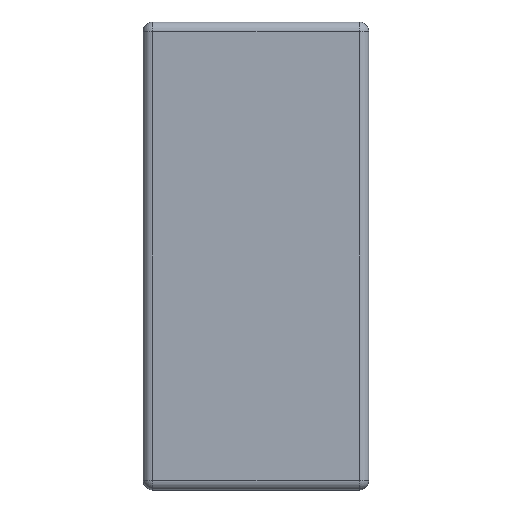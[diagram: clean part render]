
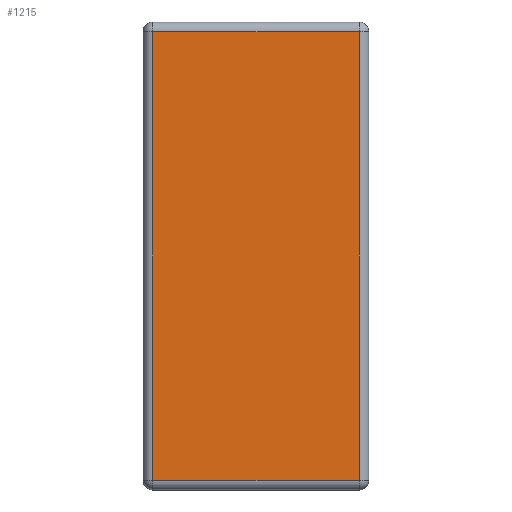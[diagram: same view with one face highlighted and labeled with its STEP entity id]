
A CAD part, left-side view. The second image highlights one B-rep face of the part: STEP entity #1215.
In plain terms, the highlighted planar face has unit normal (-1, 0, 0).
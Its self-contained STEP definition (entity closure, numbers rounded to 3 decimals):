
#95 = EDGE_CURVE ( 'NONE', #4463, #935, #3252, .T. ) ;
#174 = EDGE_CURVE ( 'NONE', #1879, #4463, #785, .T. ) ;
#271 = CARTESIAN_POINT ( 'NONE',  ( 0., 0., 0. ) ) ;
#518 = EDGE_CURVE ( 'NONE', #4136, #1879, #2577, .T. ) ;
#525 = DIRECTION ( 'NONE',  ( 0., 1., 0. ) ) ;
#659 = DIRECTION ( 'NONE',  ( 0., 0., 1. ) ) ;
#785 = LINE ( 'NONE', #1974, #3604 ) ;
#805 = ORIENTED_EDGE ( 'NONE', *, *, #95, .T. ) ;
#827 = EDGE_LOOP ( 'NONE', ( #3542, #805, #4532, #3721 ) ) ;
#935 = VERTEX_POINT ( 'NONE', #1224 ) ;
#1007 = CARTESIAN_POINT ( 'NONE',  ( 0., 0.06, 0. ) ) ;
#1173 = DIRECTION ( 'NONE',  ( 0., 0., -1. ) ) ;
#1214 = CARTESIAN_POINT ( 'NONE',  ( 0., 1.4, -0.06 ) ) ;
#1215 = ADVANCED_FACE ( 'NONE', ( #3672 ), #2012, .T. ) ;
#1224 = CARTESIAN_POINT ( 'NONE',  ( 0., 0.06, -0.06 ) ) ;
#1290 = AXIS2_PLACEMENT_3D ( 'NONE', #271, #2760, #4547 ) ;
#1630 = DIRECTION ( 'NONE',  ( 0., -1., 0. ) ) ;
#1843 = CARTESIAN_POINT ( 'NONE',  ( 0., 1.34, -2.84 ) ) ;
#1879 = VERTEX_POINT ( 'NONE', #1843 ) ;
#1974 = CARTESIAN_POINT ( 'NONE',  ( 0., 0., -2.84 ) ) ;
#2012 = PLANE ( 'NONE',  #1290 ) ;
#2039 = CARTESIAN_POINT ( 'NONE',  ( 0., 1.34, -0.06 ) ) ;
#2255 = CARTESIAN_POINT ( 'NONE',  ( 0., 1.34, -2.9 ) ) ;
#2455 = EDGE_CURVE ( 'NONE', #935, #4136, #4210, .T. ) ;
#2577 = LINE ( 'NONE', #2255, #3426 ) ;
#2640 = VECTOR ( 'NONE', #659, 1000. ) ;
#2760 = DIRECTION ( 'NONE',  ( -1., 0., 0. ) ) ;
#3204 = CARTESIAN_POINT ( 'NONE',  ( 0., 0.06, -2.84 ) ) ;
#3252 = LINE ( 'NONE', #1007, #2640 ) ;
#3426 = VECTOR ( 'NONE', #1173, 1000. ) ;
#3542 = ORIENTED_EDGE ( 'NONE', *, *, #174, .T. ) ;
#3604 = VECTOR ( 'NONE', #1630, 1000. ) ;
#3672 = FACE_OUTER_BOUND ( 'NONE', #827, .T. ) ;
#3721 = ORIENTED_EDGE ( 'NONE', *, *, #518, .T. ) ;
#3925 = VECTOR ( 'NONE', #525, 1000. ) ;
#4136 = VERTEX_POINT ( 'NONE', #2039 ) ;
#4210 = LINE ( 'NONE', #1214, #3925 ) ;
#4463 = VERTEX_POINT ( 'NONE', #3204 ) ;
#4532 = ORIENTED_EDGE ( 'NONE', *, *, #2455, .T. ) ;
#4547 = DIRECTION ( 'NONE',  ( 0., 0., 1. ) ) ;
